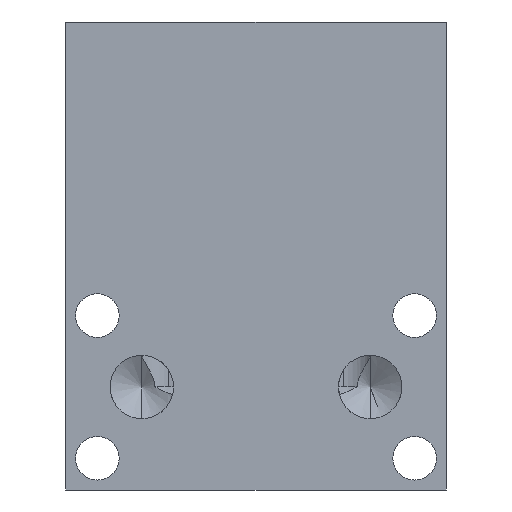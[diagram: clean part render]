
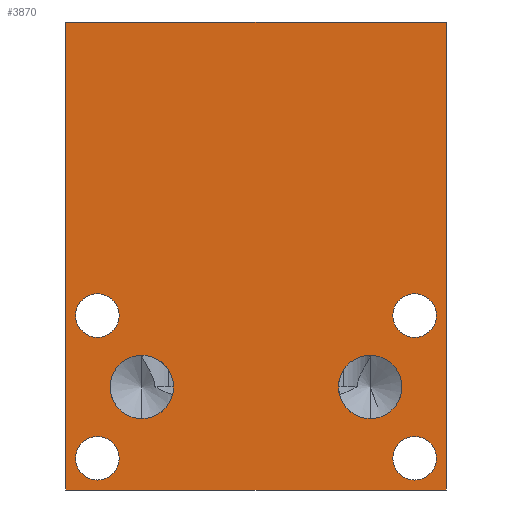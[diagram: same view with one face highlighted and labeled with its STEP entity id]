
A CAD part, left-side view. The second image highlights one B-rep face of the part: STEP entity #3870.
In plain terms, the highlighted planar face has unit normal (-1, 0, 0).
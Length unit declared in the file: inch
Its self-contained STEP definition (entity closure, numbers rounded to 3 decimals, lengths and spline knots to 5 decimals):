
#1=DIRECTION('',(0.,-1.,0.));
#2=VECTOR('',#1,3.);
#3=CARTESIAN_POINT('',(0.,0.,0.));
#4=LINE('',#3,#2);
#17=DIRECTION('',(0.,0.,1.));
#18=VECTOR('',#17,3.688);
#19=CARTESIAN_POINT('',(0.,0.,0.));
#20=LINE('',#19,#18);
#21=CARTESIAN_POINT('',(0.,-0.25,0.25));
#22=DIRECTION('',(1.,0.,0.));
#23=DIRECTION('',(0.,0.,-1.));
#24=AXIS2_PLACEMENT_3D('',#21,#22,#23);
#26=CARTESIAN_POINT('',(0.,-0.25,0.25));
#27=DIRECTION('',(1.,0.,0.));
#28=DIRECTION('',(0.,0.,1.));
#29=AXIS2_PLACEMENT_3D('',#26,#27,#28);
#31=CARTESIAN_POINT('',(0.,-2.75,0.25));
#32=DIRECTION('',(1.,0.,0.));
#33=DIRECTION('',(0.,0.,-1.));
#34=AXIS2_PLACEMENT_3D('',#31,#32,#33);
#36=CARTESIAN_POINT('',(0.,-2.75,0.25));
#37=DIRECTION('',(1.,0.,0.));
#38=DIRECTION('',(0.,0.,1.));
#39=AXIS2_PLACEMENT_3D('',#36,#37,#38);
#41=CARTESIAN_POINT('',(0.,-0.25,1.375));
#42=DIRECTION('',(1.,0.,0.));
#43=DIRECTION('',(0.,0.,-1.));
#44=AXIS2_PLACEMENT_3D('',#41,#42,#43);
#46=CARTESIAN_POINT('',(0.,-0.25,1.375));
#47=DIRECTION('',(1.,0.,0.));
#48=DIRECTION('',(0.,0.,1.));
#49=AXIS2_PLACEMENT_3D('',#46,#47,#48);
#51=CARTESIAN_POINT('',(0.,-2.75,1.375));
#52=DIRECTION('',(1.,0.,0.));
#53=DIRECTION('',(0.,0.,-1.));
#54=AXIS2_PLACEMENT_3D('',#51,#52,#53);
#56=CARTESIAN_POINT('',(0.,-2.75,1.375));
#57=DIRECTION('',(1.,0.,0.));
#58=DIRECTION('',(0.,0.,1.));
#59=AXIS2_PLACEMENT_3D('',#56,#57,#58);
#61=CARTESIAN_POINT('',(0.,-0.6,0.812));
#62=DIRECTION('',(1.,0.,0.));
#63=DIRECTION('',(0.,0.,-1.));
#64=AXIS2_PLACEMENT_3D('',#61,#62,#63);
#66=CARTESIAN_POINT('',(0.,-0.6,0.812));
#67=DIRECTION('',(1.,0.,0.));
#68=DIRECTION('',(0.,0.,1.));
#69=AXIS2_PLACEMENT_3D('',#66,#67,#68);
#71=CARTESIAN_POINT('',(0.,-2.4,0.812));
#72=DIRECTION('',(1.,0.,0.));
#73=DIRECTION('',(0.,0.,-1.));
#74=AXIS2_PLACEMENT_3D('',#71,#72,#73);
#76=CARTESIAN_POINT('',(0.,-2.4,0.812));
#77=DIRECTION('',(1.,0.,0.));
#78=DIRECTION('',(0.,0.,1.));
#79=AXIS2_PLACEMENT_3D('',#76,#77,#78);
#669=DIRECTION('',(0.,-1.,0.));
#670=VECTOR('',#669,3.);
#671=CARTESIAN_POINT('',(0.,0.,3.688));
#672=LINE('',#671,#670);
#3230=DIRECTION('',(0.,0.,1.));
#3231=VECTOR('',#3230,3.688);
#3232=CARTESIAN_POINT('',(0.,-3.,0.));
#3233=LINE('',#3232,#3231);
#3346=CARTESIAN_POINT('',(0.,0.,0.));
#3347=CARTESIAN_POINT('',(0.,-3.,0.));
#3348=VERTEX_POINT('',#3346);
#3349=VERTEX_POINT('',#3347);
#3354=CARTESIAN_POINT('',(0.,0.,3.688));
#3355=CARTESIAN_POINT('',(0.,-3.,3.688));
#3356=VERTEX_POINT('',#3354);
#3357=VERTEX_POINT('',#3355);
#3718=CARTESIAN_POINT('',(0.,-0.25,0.078));
#3719=CARTESIAN_POINT('',(0.,-0.25,0.422));
#3720=VERTEX_POINT('',#3718);
#3721=VERTEX_POINT('',#3719);
#3730=CARTESIAN_POINT('',(0.,-2.75,0.078));
#3731=CARTESIAN_POINT('',(0.,-2.75,0.422));
#3732=VERTEX_POINT('',#3730);
#3733=VERTEX_POINT('',#3731);
#3742=CARTESIAN_POINT('',(0.,-0.25,1.203));
#3743=CARTESIAN_POINT('',(0.,-0.25,1.547));
#3744=VERTEX_POINT('',#3742);
#3745=VERTEX_POINT('',#3743);
#3754=CARTESIAN_POINT('',(0.,-2.75,1.203));
#3755=CARTESIAN_POINT('',(0.,-2.75,1.547));
#3756=VERTEX_POINT('',#3754);
#3757=VERTEX_POINT('',#3755);
#3770=CARTESIAN_POINT('',(0.,-0.6,0.562));
#3771=CARTESIAN_POINT('',(0.,-0.6,1.062));
#3772=VERTEX_POINT('',#3770);
#3773=VERTEX_POINT('',#3771);
#3789=CARTESIAN_POINT('',(0.,-2.4,0.562));
#3790=CARTESIAN_POINT('',(0.,-2.4,1.062));
#3791=VERTEX_POINT('',#3789);
#3792=VERTEX_POINT('',#3790);
#3820=CARTESIAN_POINT('',(0.,0.,0.));
#3821=DIRECTION('',(-1.,0.,0.));
#3822=DIRECTION('',(0.,-1.,0.));
#3823=AXIS2_PLACEMENT_3D('',#3820,#3821,#3822);
#3824=PLANE('',#3823);
#3825=ORIENTED_EDGE('',*,*,#3809,.F.);
#3827=ORIENTED_EDGE('',*,*,#3826,.T.);
#3829=ORIENTED_EDGE('',*,*,#3828,.T.);
#3831=ORIENTED_EDGE('',*,*,#3830,.F.);
#3832=EDGE_LOOP('',(#3825,#3827,#3829,#3831));
#3833=FACE_OUTER_BOUND('',#3832,.F.);
#3835=ORIENTED_EDGE('',*,*,#3834,.F.);
#3837=ORIENTED_EDGE('',*,*,#3836,.F.);
#3838=EDGE_LOOP('',(#3835,#3837));
#3839=FACE_BOUND('',#3838,.F.);
#3841=ORIENTED_EDGE('',*,*,#3840,.F.);
#3843=ORIENTED_EDGE('',*,*,#3842,.F.);
#3844=EDGE_LOOP('',(#3841,#3843));
#3845=FACE_BOUND('',#3844,.F.);
#3847=ORIENTED_EDGE('',*,*,#3846,.F.);
#3849=ORIENTED_EDGE('',*,*,#3848,.F.);
#3850=EDGE_LOOP('',(#3847,#3849));
#3851=FACE_BOUND('',#3850,.F.);
#3853=ORIENTED_EDGE('',*,*,#3852,.F.);
#3855=ORIENTED_EDGE('',*,*,#3854,.F.);
#3856=EDGE_LOOP('',(#3853,#3855));
#3857=FACE_BOUND('',#3856,.F.);
#3859=ORIENTED_EDGE('',*,*,#3858,.F.);
#3861=ORIENTED_EDGE('',*,*,#3860,.F.);
#3862=EDGE_LOOP('',(#3859,#3861));
#3863=FACE_BOUND('',#3862,.F.);
#3865=ORIENTED_EDGE('',*,*,#3864,.F.);
#3867=ORIENTED_EDGE('',*,*,#3866,.F.);
#3868=EDGE_LOOP('',(#3865,#3867));
#3869=FACE_BOUND('',#3868,.F.);
#3870=ADVANCED_FACE('',(#3833,#3839,#3845,#3851,#3857,#3863,#3869),#3824,.T.);
#25=CIRCLE('',#24,0.172);
#30=CIRCLE('',#29,0.172);
#35=CIRCLE('',#34,0.172);
#40=CIRCLE('',#39,0.172);
#45=CIRCLE('',#44,0.172);
#50=CIRCLE('',#49,0.172);
#55=CIRCLE('',#54,0.172);
#60=CIRCLE('',#59,0.172);
#65=CIRCLE('',#64,0.25);
#70=CIRCLE('',#69,0.25);
#75=CIRCLE('',#74,0.25);
#80=CIRCLE('',#79,0.25);
#3809=EDGE_CURVE('',#3348,#3349,#4,.T.);
#3826=EDGE_CURVE('',#3348,#3356,#20,.T.);
#3828=EDGE_CURVE('',#3356,#3357,#672,.T.);
#3830=EDGE_CURVE('',#3349,#3357,#3233,.T.);
#3834=EDGE_CURVE('',#3720,#3721,#25,.T.);
#3836=EDGE_CURVE('',#3721,#3720,#30,.T.);
#3840=EDGE_CURVE('',#3732,#3733,#35,.T.);
#3842=EDGE_CURVE('',#3733,#3732,#40,.T.);
#3846=EDGE_CURVE('',#3744,#3745,#45,.T.);
#3848=EDGE_CURVE('',#3745,#3744,#50,.T.);
#3852=EDGE_CURVE('',#3756,#3757,#55,.T.);
#3854=EDGE_CURVE('',#3757,#3756,#60,.T.);
#3858=EDGE_CURVE('',#3772,#3773,#65,.T.);
#3860=EDGE_CURVE('',#3773,#3772,#70,.T.);
#3864=EDGE_CURVE('',#3791,#3792,#75,.T.);
#3866=EDGE_CURVE('',#3792,#3791,#80,.T.);
